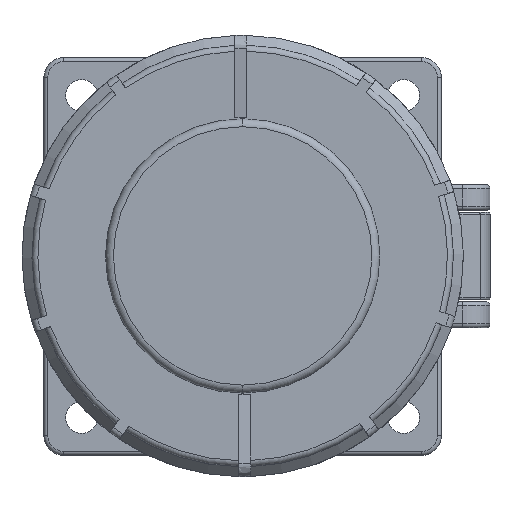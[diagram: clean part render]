
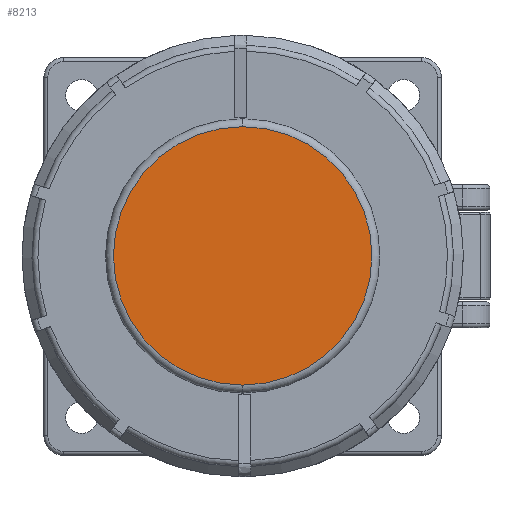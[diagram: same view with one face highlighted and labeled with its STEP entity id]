
A CAD part, top view. The second image highlights one B-rep face of the part: STEP entity #8213.
In plain terms, the highlighted face is planar.
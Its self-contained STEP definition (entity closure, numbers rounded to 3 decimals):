
#987 = DIRECTION ( 'NONE',  ( 0., 0., -1. ) ) ;
#1065 = EDGE_LOOP ( 'NONE', ( #7702, #2639 ) ) ;
#2639 = ORIENTED_EDGE ( 'NONE', *, *, #7426, .T. ) ;
#2779 = CARTESIAN_POINT ( 'NONE',  ( -32.5, 0., -2. ) ) ;
#3836 = DIRECTION ( 'NONE',  ( 0., 0., -1. ) ) ;
#3909 = DIRECTION ( 'NONE',  ( -1., 0., 0. ) ) ;
#3962 = CARTESIAN_POINT ( 'NONE',  ( 0., 0., -2. ) ) ;
#5074 = DIRECTION ( 'NONE',  ( -1., 0., 0. ) ) ;
#5323 = CARTESIAN_POINT ( 'NONE',  ( 32.5, 0., -2. ) ) ;
#6017 = AXIS2_PLACEMENT_3D ( 'NONE', #3962, #3836, #11459 ) ;
#6309 = FACE_OUTER_BOUND ( 'NONE', #1065, .T. ) ;
#6469 = VERTEX_POINT ( 'NONE', #5323 ) ;
#6980 = CIRCLE ( 'NONE', #6017, 32.5 ) ;
#7426 = EDGE_CURVE ( 'NONE', #6469, #7969, #11312, .T. ) ;
#7600 = PLANE ( 'NONE',  #14598 ) ;
#7702 = ORIENTED_EDGE ( 'NONE', *, *, #18978, .T. ) ;
#7969 = VERTEX_POINT ( 'NONE', #2779 ) ;
#8213 = ADVANCED_FACE ( 'NONE', ( #6309 ), #7600, .T. ) ;
#9306 = AXIS2_PLACEMENT_3D ( 'NONE', #9744, #987, #3909 ) ;
#9744 = CARTESIAN_POINT ( 'NONE',  ( 0., 0., -2. ) ) ;
#11312 = CIRCLE ( 'NONE', #9306, 32.5 ) ;
#11459 = DIRECTION ( 'NONE',  ( -1., 0., 0. ) ) ;
#14598 = AXIS2_PLACEMENT_3D ( 'NONE', #15367, #15554, #5074 ) ;
#15367 = CARTESIAN_POINT ( 'NONE',  ( 0., 0., -2. ) ) ;
#15554 = DIRECTION ( 'NONE',  ( 0., 0., -1. ) ) ;
#18978 = EDGE_CURVE ( 'NONE', #7969, #6469, #6980, .T. ) ;
